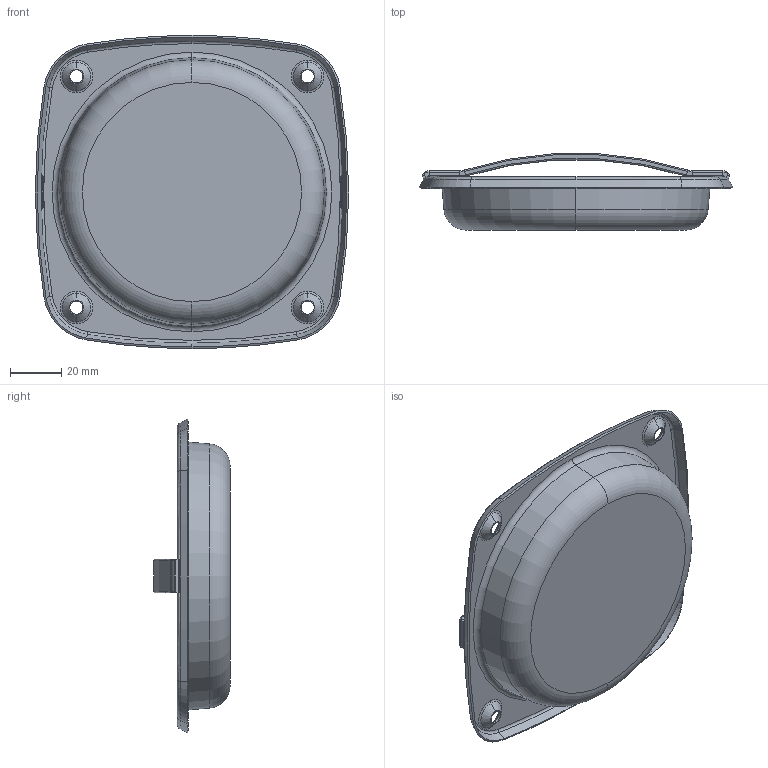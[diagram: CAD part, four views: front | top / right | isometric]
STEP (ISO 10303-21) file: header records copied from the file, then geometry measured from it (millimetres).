
FILE_DESCRIPTION (( 'STEP AP214' ), '1' );
FILE_NAME ('1858 Spring Door Holder Stainless Steel 65mm.STEP', '2023-04-03T10:09:02', ( '' ), ( '' ), 'SwSTEP 2.0', 'SolidWorks 2023', '' );
FILE_SCHEMA (( 'AUTOMOTIVE_DESIGN' ));
Length unit declared in the file: millimetre
Products named in the file (1): 1858 Spring Door Holder Stainless Steel 65mm
Bounding box: 122 x 29.73 x 122 mm (x, y, z)
Volume: 19162.6 mm3; surface area: 42022.3 mm2
Topology: 1 solids, 1 shells, 186 faces, 413 edges, 234 vertices
Faces by surface type: torus 62, cone 47, plane 41, cylinder 36
Entity records: 5220 total; most frequent: DIRECTION 1007, CARTESIAN_POINT 960, ORIENTED_EDGE 826, AXIS2_PLACEMENT_3D 437, EDGE_CURVE 413, CIRCLE 250, VERTEX_POINT 234, EDGE_LOOP 201
